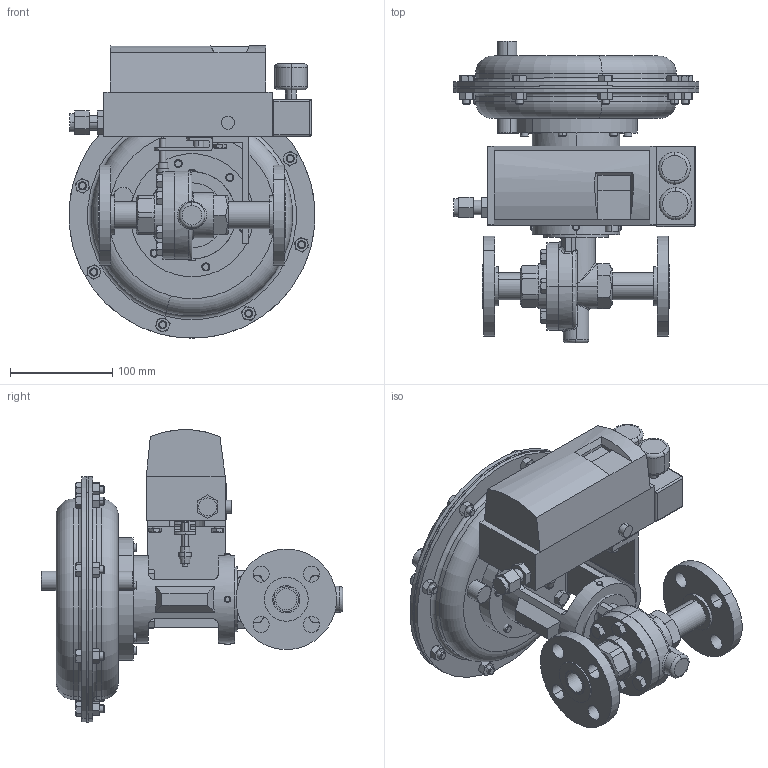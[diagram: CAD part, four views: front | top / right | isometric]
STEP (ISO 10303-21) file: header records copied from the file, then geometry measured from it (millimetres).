
FILE_DESCRIPTION (( 'STEP AP203' ), '1' );
FILE_NAME ('70SP-075-DI+BR-F5-35M-16IQ.STEP', '2017-09-11T16:23:33', ( '' ), ( '' ), 'SwSTEP 2.0', 'SolidWorks 2014', '' );
FILE_SCHEMA (( 'CONFIG_CONTROL_DESIGN' ));
Length unit declared in the file: inch
Products named in the file (1): 70SP-075-DI+BR-F5-35M-16IQ
Bounding box: 240.92 x 295.44 x 286.54 mm (x, y, z)
Volume: 4562994.1 mm3; surface area: 638962.1 mm2
Topology: 56 solids, 56 shells, 1072 faces, 2345 edges, 1424 vertices
Faces by surface type: plane 472, cone 346, cylinder 209, torus 30, bspline 10, sphere 5
Entity records: 32247 total; most frequent: CARTESIAN_POINT 9415, DIRECTION 4669, ORIENTED_EDGE 4666, EDGE_CURVE 2333, AXIS2_PLACEMENT_3D 1868, VERTEX_POINT 1424, EDGE_LOOP 1153, ADVANCED_FACE 1072
